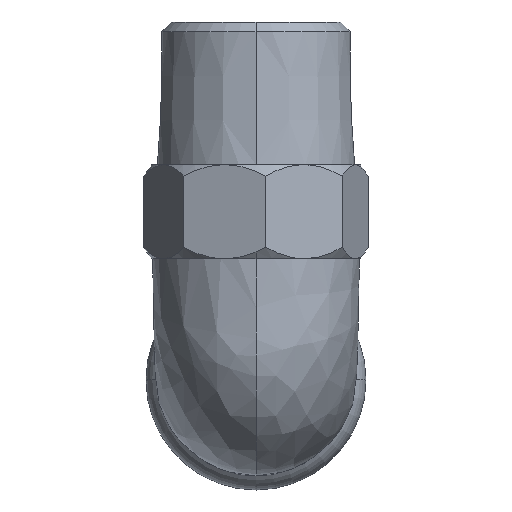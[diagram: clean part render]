
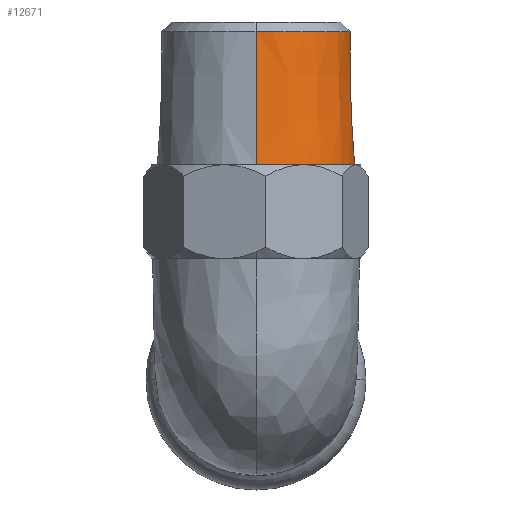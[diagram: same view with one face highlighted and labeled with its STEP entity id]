
A CAD part, top view. The second image highlights one B-rep face of the part: STEP entity #12671.
In plain terms, the highlighted conical face has half-angle 1.884 degrees and reference radius 9.993 mm.
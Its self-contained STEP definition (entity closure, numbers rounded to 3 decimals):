
#317 = EDGE_CURVE ( 'NONE', #6353, #498, #4759, .T. ) ;
#498 = VERTEX_POINT ( 'NONE', #5402 ) ;
#1584 = CONICAL_SURFACE ( 'NONE', #7493, 9.993, 0.033 ) ;
#1656 = ORIENTED_EDGE ( 'NONE', *, *, #317, .T. ) ;
#1671 = CARTESIAN_POINT ( 'NONE',  ( 0., 22.8, 10.493 ) ) ;
#1774 = CARTESIAN_POINT ( 'NONE',  ( 0., 36.966, 0. ) ) ;
#2484 = DIRECTION ( 'NONE',  ( 0., -0.999, -0.033 ) ) ;
#2635 = EDGE_CURVE ( 'NONE', #10924, #9186, #3862, .T. ) ;
#2674 = DIRECTION ( 'NONE',  ( 0., -0.999, 0.033 ) ) ;
#2721 = VECTOR ( 'NONE', #2674, 1000. ) ;
#3862 = CIRCLE ( 'NONE', #8175, 10.493 ) ;
#4743 = LINE ( 'NONE', #12437, #2721 ) ;
#4759 = CIRCLE ( 'NONE', #14097, 10.027 ) ;
#4893 = LINE ( 'NONE', #9026, #12951 ) ;
#5274 = FACE_OUTER_BOUND ( 'NONE', #11475, .T. ) ;
#5402 = CARTESIAN_POINT ( 'NONE',  ( 0., 36.966, 10.027 ) ) ;
#5830 = CARTESIAN_POINT ( 'NONE',  ( 0., 36.966, -10.027 ) ) ;
#6353 = VERTEX_POINT ( 'NONE', #5830 ) ;
#6395 = EDGE_CURVE ( 'NONE', #6353, #10924, #4893, .T. ) ;
#6682 = DIRECTION ( 'NONE',  ( 0., 0., 1. ) ) ;
#6748 = ORIENTED_EDGE ( 'NONE', *, *, #2635, .F. ) ;
#7493 = AXIS2_PLACEMENT_3D ( 'NONE', #11904, #14039, #11834 ) ;
#8175 = AXIS2_PLACEMENT_3D ( 'NONE', #13773, #12628, #11849 ) ;
#8596 = DIRECTION ( 'NONE',  ( 0., -1., 0. ) ) ;
#9026 = CARTESIAN_POINT ( 'NONE',  ( 0., 38., -9.993 ) ) ;
#9186 = VERTEX_POINT ( 'NONE', #1671 ) ;
#9735 = CARTESIAN_POINT ( 'NONE',  ( 0., 22.8, -10.493 ) ) ;
#10924 = VERTEX_POINT ( 'NONE', #9735 ) ;
#11194 = EDGE_CURVE ( 'NONE', #498, #9186, #4743, .T. ) ;
#11336 = ORIENTED_EDGE ( 'NONE', *, *, #11194, .T. ) ;
#11475 = EDGE_LOOP ( 'NONE', ( #1656, #11336, #6748, #14052 ) ) ;
#11834 = DIRECTION ( 'NONE',  ( 0., 0., -1. ) ) ;
#11849 = DIRECTION ( 'NONE',  ( 0., 0., -1. ) ) ;
#11904 = CARTESIAN_POINT ( 'NONE',  ( 0., 38., 0. ) ) ;
#12437 = CARTESIAN_POINT ( 'NONE',  ( 0., 38., 9.993 ) ) ;
#12628 = DIRECTION ( 'NONE',  ( 0., -1., 0. ) ) ;
#12671 = ADVANCED_FACE ( 'NONE', ( #5274 ), #1584, .T. ) ;
#12951 = VECTOR ( 'NONE', #2484, 1000. ) ;
#13773 = CARTESIAN_POINT ( 'NONE',  ( 0., 22.8, 0. ) ) ;
#14039 = DIRECTION ( 'NONE',  ( 0., -1., 0. ) ) ;
#14052 = ORIENTED_EDGE ( 'NONE', *, *, #6395, .F. ) ;
#14097 = AXIS2_PLACEMENT_3D ( 'NONE', #1774, #8596, #6682 ) ;
